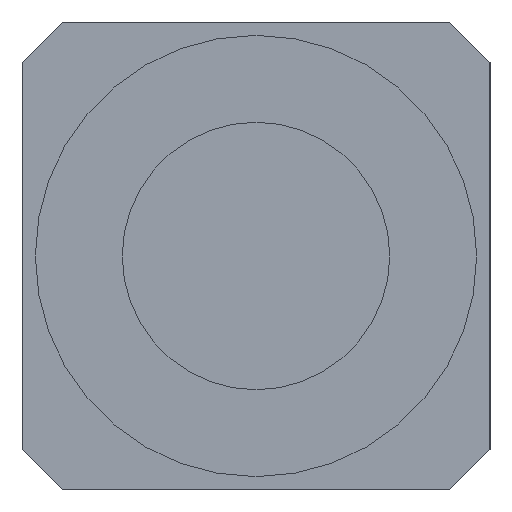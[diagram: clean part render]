
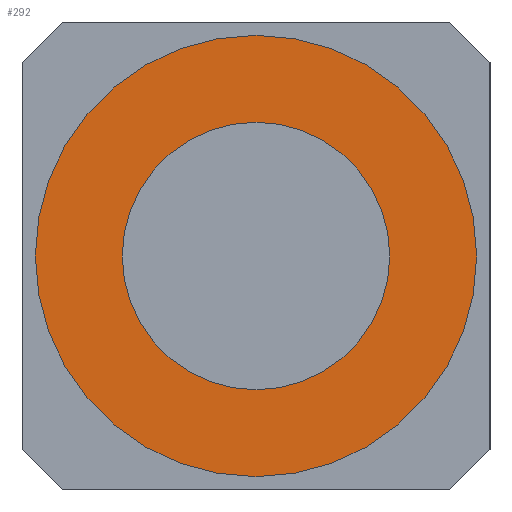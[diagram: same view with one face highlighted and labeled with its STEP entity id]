
A CAD part, left-side view. The second image highlights one B-rep face of the part: STEP entity #292.
In plain terms, the highlighted planar face has unit normal (-1, 0, 0).
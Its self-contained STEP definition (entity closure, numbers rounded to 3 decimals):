
#87 = EDGE_CURVE('',#88,#88,#90,.T.);
#88 = VERTEX_POINT('',#89);
#89 = CARTESIAN_POINT('',(-3.4,0.,0.1));
#90 = CIRCLE('',#91,1.65);
#91 = AXIS2_PLACEMENT_3D('',#92,#93,#94);
#92 = CARTESIAN_POINT('',(-3.4,0.,1.75));
#93 = DIRECTION('',(1.,0.,0.));
#94 = DIRECTION('',(0.,0.,-1.));
#292 = ADVANCED_FACE('',(#293,#296),#307,.F.);
#293 = FACE_BOUND('',#294,.F.);
#294 = EDGE_LOOP('',(#295));
#295 = ORIENTED_EDGE('',*,*,#87,.T.);
#296 = FACE_BOUND('',#297,.F.);
#297 = EDGE_LOOP('',(#298));
#298 = ORIENTED_EDGE('',*,*,#299,.T.);
#299 = EDGE_CURVE('',#300,#300,#302,.T.);
#300 = VERTEX_POINT('',#301);
#301 = CARTESIAN_POINT('',(-3.4,0.,0.75));
#302 = CIRCLE('',#303,1.);
#303 = AXIS2_PLACEMENT_3D('',#304,#305,#306);
#304 = CARTESIAN_POINT('',(-3.4,0.,1.75));
#305 = DIRECTION('',(-1.,0.,0.));
#306 = DIRECTION('',(0.,0.,-1.));
#307 = PLANE('',#308);
#308 = AXIS2_PLACEMENT_3D('',#309,#310,#311);
#309 = CARTESIAN_POINT('',(-3.4,0.,1.75));
#310 = DIRECTION('',(1.,0.,0.));
#311 = DIRECTION('',(0.,1.,0.));
